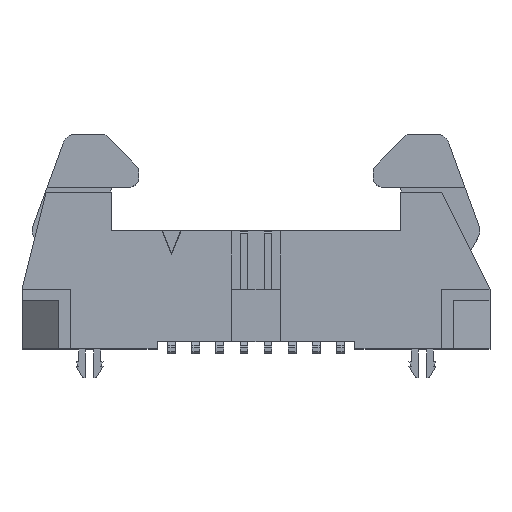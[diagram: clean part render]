
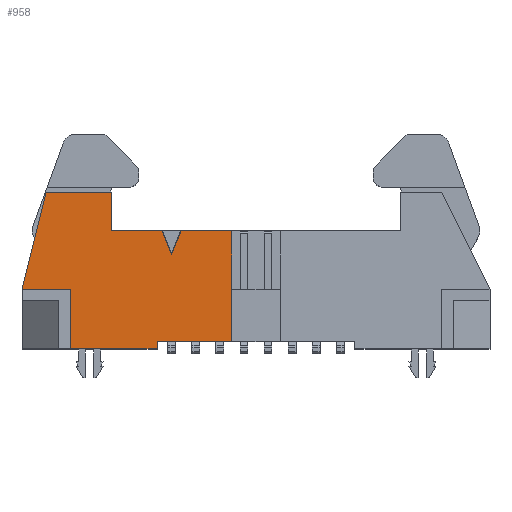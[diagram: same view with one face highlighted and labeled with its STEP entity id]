
A CAD part, top view. The second image highlights one B-rep face of the part: STEP entity #958.
In plain terms, the highlighted planar face has unit normal (0, 0, 1).
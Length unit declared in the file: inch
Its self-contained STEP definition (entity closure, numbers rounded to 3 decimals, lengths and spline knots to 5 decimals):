
#958 = ADVANCED_FACE( '', ( #2032 ), #2033, .T. );
#2032 = FACE_OUTER_BOUND( '', #3235, .T. );
#2033 = PLANE( '', #3236 );
#3235 = EDGE_LOOP( '', ( #6146, #6147, #6148, #6149, #6150, #6151, #6152, #6153, #6154, #6155, #6156, #6157, #6158, #6159 ) );
#3236 = AXIS2_PLACEMENT_3D( '', #6160, #6161, #6162 );
#6146 = ORIENTED_EDGE( '', *, *, #8805, .F. );
#6147 = ORIENTED_EDGE( '', *, *, #8806, .T. );
#6148 = ORIENTED_EDGE( '', *, *, #8737, .T. );
#6149 = ORIENTED_EDGE( '', *, *, #8807, .T. );
#6150 = ORIENTED_EDGE( '', *, *, #8808, .T. );
#6151 = ORIENTED_EDGE( '', *, *, #8809, .F. );
#6152 = ORIENTED_EDGE( '', *, *, #8449, .T. );
#6153 = ORIENTED_EDGE( '', *, *, #8329, .T. );
#6154 = ORIENTED_EDGE( '', *, *, #8810, .T. );
#6155 = ORIENTED_EDGE( '', *, *, #8494, .T. );
#6156 = ORIENTED_EDGE( '', *, *, #8811, .F. );
#6157 = ORIENTED_EDGE( '', *, *, #8812, .T. );
#6158 = ORIENTED_EDGE( '', *, *, #8813, .T. );
#6159 = ORIENTED_EDGE( '', *, *, #7581, .F. );
#6160 = CARTESIAN_POINT( '', ( 0., 0., 0.1115 ) );
#6161 = DIRECTION( '', ( 0., 0., 1. ) );
#6162 = DIRECTION( '', ( 1., 0., 0. ) );
#7581 = EDGE_CURVE( '', #9131, #9132, #9133, .T. );
#8329 = EDGE_CURVE( '', #10402, #10400, #10403, .T. );
#8449 = EDGE_CURVE( '', #10582, #10402, #10583, .T. );
#8494 = EDGE_CURVE( '', #10648, #10646, #10649, .T. );
#8737 = EDGE_CURVE( '', #10978, #10976, #10979, .T. );
#8805 = EDGE_CURVE( '', #11064, #9131, #11065, .T. );
#8806 = EDGE_CURVE( '', #11064, #10978, #11066, .T. );
#8807 = EDGE_CURVE( '', #10976, #11067, #11068, .T. );
#8808 = EDGE_CURVE( '', #11067, #10689, #11069, .T. );
#8809 = EDGE_CURVE( '', #10582, #10689, #11070, .T. );
#8810 = EDGE_CURVE( '', #10400, #10648, #11071, .T. );
#8811 = EDGE_CURVE( '', #11072, #10646, #11073, .T. );
#8812 = EDGE_CURVE( '', #11072, #11074, #11075, .T. );
#8813 = EDGE_CURVE( '', #11074, #9132, #11076, .T. );
#9131 = VERTEX_POINT( '', #11431 );
#9132 = VERTEX_POINT( '', #11432 );
#9133 = LINE( '', #11433, #11434 );
#10400 = VERTEX_POINT( '', #13278 );
#10402 = VERTEX_POINT( '', #13281 );
#10403 = LINE( '', #13282, #13283 );
#10582 = VERTEX_POINT( '', #13547 );
#10583 = LINE( '', #13548, #13549 );
#10646 = VERTEX_POINT( '', #13643 );
#10648 = VERTEX_POINT( '', #13646 );
#10649 = LINE( '', #13647, #13648 );
#10689 = VERTEX_POINT( '', #13709 );
#10976 = VERTEX_POINT( '', #14146 );
#10978 = VERTEX_POINT( '', #14149 );
#10979 = LINE( '', #14150, #14151 );
#11064 = VERTEX_POINT( '', #14283 );
#11065 = LINE( '', #14284, #14285 );
#11066 = LINE( '', #14286, #14287 );
#11067 = VERTEX_POINT( '', #14288 );
#11068 = LINE( '', #14289, #14290 );
#11069 = LINE( '', #14291, #14292 );
#11070 = LINE( '', #14293, #14294 );
#11071 = LINE( '', #14295, #14296 );
#11072 = VERTEX_POINT( '', #14297 );
#11073 = LINE( '', #14298, #14299 );
#11074 = VERTEX_POINT( '', #14300 );
#11075 = LINE( '', #14301, #14302 );
#11076 = LINE( '', #14303, #14304 );
#11431 = CARTESIAN_POINT( '', ( -0.175, 0.195, 0.1115 ) );
#11432 = CARTESIAN_POINT( '', ( -0.155, 0.245, 0.1115 ) );
#11433 = CARTESIAN_POINT( '', ( -0.175, 0.195, 0.1115 ) );
#11434 = VECTOR( '', #14738, 39.37008 );
#13278 = CARTESIAN_POINT( '', ( -0.205, 0., 0.1115 ) );
#13281 = CARTESIAN_POINT( '', ( -0.385, 0., 0.1115 ) );
#13282 = CARTESIAN_POINT( '', ( -0.485, 0., 0.1115 ) );
#13283 = VECTOR( '', #15446, 39.37008 );
#13547 = CARTESIAN_POINT( '', ( -0.385, 0.123, 0.1115 ) );
#13548 = CARTESIAN_POINT( '', ( -0.385, 0.123, 0.1115 ) );
#13549 = VECTOR( '', #15553, 39.37008 );
#13643 = CARTESIAN_POINT( '', ( -0.05, 0.015, 0.1115 ) );
#13646 = CARTESIAN_POINT( '', ( -0.205, 0.015, 0.1115 ) );
#13647 = CARTESIAN_POINT( '', ( 0., 0.015, 0.1115 ) );
#13648 = VECTOR( '', #15592, 39.37008 );
#13709 = CARTESIAN_POINT( '', ( -0.485, 0.123, 0.1115 ) );
#14146 = CARTESIAN_POINT( '', ( -0.3, 0.325, 0.1115 ) );
#14149 = CARTESIAN_POINT( '', ( -0.3, 0.245, 0.1115 ) );
#14150 = CARTESIAN_POINT( '', ( -0.3, 0.245, 0.1115 ) );
#14151 = VECTOR( '', #15813, 39.37008 );
#14283 = CARTESIAN_POINT( '', ( -0.195, 0.245, 0.1115 ) );
#14284 = CARTESIAN_POINT( '', ( -0.195, 0.245, 0.1115 ) );
#14285 = VECTOR( '', #15864, 39.37008 );
#14286 = CARTESIAN_POINT( '', ( 0.3, 0.245, 0.1115 ) );
#14287 = VECTOR( '', #15865, 39.37008 );
#14288 = CARTESIAN_POINT( '', ( -0.435, 0.325, 0.1115 ) );
#14289 = CARTESIAN_POINT( '', ( -0.3, 0.325, 0.1115 ) );
#14290 = VECTOR( '', #15866, 39.37008 );
#14291 = CARTESIAN_POINT( '', ( -0.435, 0.325, 0.1115 ) );
#14292 = VECTOR( '', #15867, 39.37008 );
#14293 = CARTESIAN_POINT( '', ( 0., 0.123, 0.1115 ) );
#14294 = VECTOR( '', #15868, 39.37008 );
#14295 = CARTESIAN_POINT( '', ( -0.205, 0., 0.1115 ) );
#14296 = VECTOR( '', #15869, 39.37008 );
#14297 = CARTESIAN_POINT( '', ( -0.05, 0.123, 0.1115 ) );
#14298 = CARTESIAN_POINT( '', ( -0.05, 0.123, 0.1115 ) );
#14299 = VECTOR( '', #15870, 39.37008 );
#14300 = CARTESIAN_POINT( '', ( -0.05, 0.245, 0.1115 ) );
#14301 = CARTESIAN_POINT( '', ( -0.05, 0., 0.1115 ) );
#14302 = VECTOR( '', #15871, 39.37008 );
#14303 = CARTESIAN_POINT( '', ( 0.3, 0.245, 0.1115 ) );
#14304 = VECTOR( '', #15872, 39.37008 );
#14738 = DIRECTION( '', ( 0.371, 0.928, 0. ) );
#15446 = DIRECTION( '', ( 1., 0., 0. ) );
#15553 = DIRECTION( '', ( 0., -1., 0. ) );
#15592 = DIRECTION( '', ( 1., 0., 0. ) );
#15813 = DIRECTION( '', ( 0., 1., 0. ) );
#15864 = DIRECTION( '', ( 0.371, -0.928, 0. ) );
#15865 = DIRECTION( '', ( -1., 0., 0. ) );
#15866 = DIRECTION( '', ( -1., 0., 0. ) );
#15867 = DIRECTION( '', ( -0.24, -0.971, 0. ) );
#15868 = DIRECTION( '', ( -1., 0., 0. ) );
#15869 = DIRECTION( '', ( 0., 1., 0. ) );
#15870 = DIRECTION( '', ( 0., -1., 0. ) );
#15871 = DIRECTION( '', ( 0., 1., 0. ) );
#15872 = DIRECTION( '', ( -1., 0., 0. ) );
